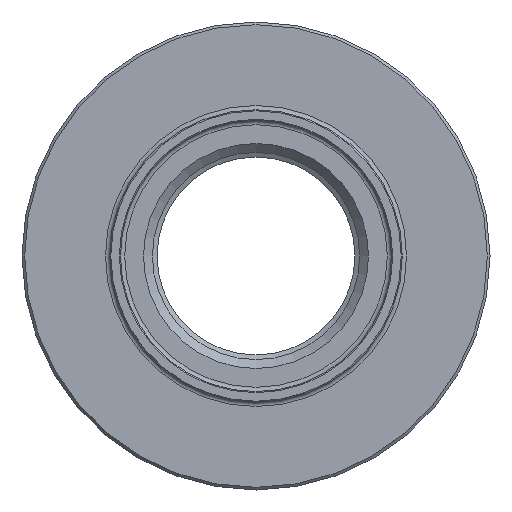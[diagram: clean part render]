
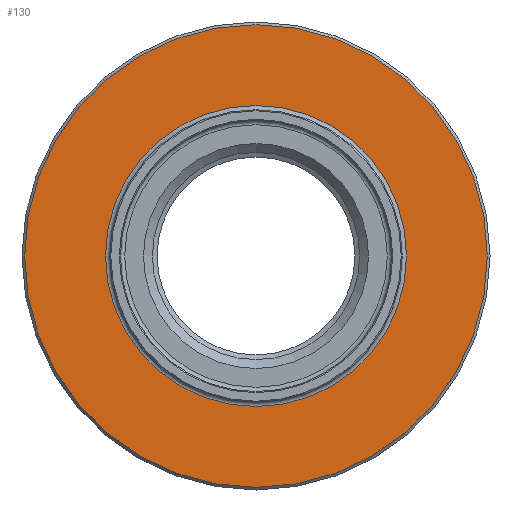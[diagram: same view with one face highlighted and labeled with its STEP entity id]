
A CAD part, left-side view. The second image highlights one B-rep face of the part: STEP entity #130.
In plain terms, the highlighted planar face has unit normal (-1, 0, 0).
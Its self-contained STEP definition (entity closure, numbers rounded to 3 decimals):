
#121=PLANE('',#433);
#130=ADVANCED_FACE('',(#172,#173),#121,.T.);
#172=FACE_BOUND('',#228,.T.);
#173=FACE_BOUND('',#229,.T.);
#228=EDGE_LOOP('',(#284));
#229=EDGE_LOOP('',(#285));
#284=ORIENTED_EDGE('',*,*,#368,.T.);
#285=ORIENTED_EDGE('',*,*,#369,.T.);
#340=VERTEX_POINT('',#615);
#341=VERTEX_POINT('',#617);
#368=EDGE_CURVE('',#340,#340,#396,.T.);
#369=EDGE_CURVE('',#341,#341,#397,.T.);
#396=CIRCLE('',#431,28.3);
#397=CIRCLE('',#432,43.5);
#431=AXIS2_PLACEMENT_3D('',#614,#507,#508);
#432=AXIS2_PLACEMENT_3D('',#616,#509,#510);
#433=AXIS2_PLACEMENT_3D('',#618,#511,#512);
#507=DIRECTION('',(1.,0.,0.));
#508=DIRECTION('',(0.,0.,1.));
#509=DIRECTION('',(-1.,0.,0.));
#510=DIRECTION('',(0.,0.,1.));
#511=DIRECTION('',(-1.,0.,0.));
#512=DIRECTION('',(0.,0.,1.));
#614=CARTESIAN_POINT('',(22.5,0.,0.));
#615=CARTESIAN_POINT('',(22.5,0.,28.3));
#616=CARTESIAN_POINT('',(22.5,0.,0.));
#617=CARTESIAN_POINT('',(22.5,0.,43.5));
#618=CARTESIAN_POINT('',(22.5,27.5,0.));
